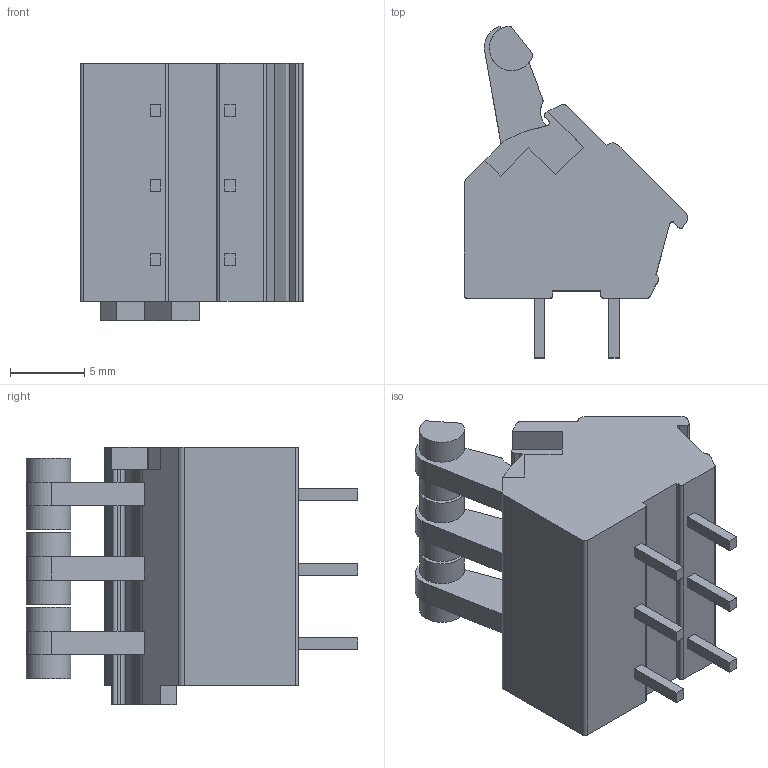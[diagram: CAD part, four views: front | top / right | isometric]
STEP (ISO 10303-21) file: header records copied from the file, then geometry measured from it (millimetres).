
FILE_DESCRIPTION((''),'2;1');
FILE_NAME('PRT0001','2024-10-15T09:55:46',('tluser'),(''),'CREO PARAMETRIC BY PTC INC, 2018100','CREO PARAMETRIC BY PTC INC, 2018100','');
FILE_SCHEMA(('CONFIG_CONTROL_DESIGN'));
Length unit declared in the file: millimetre
Products named in the file (1): PRT0001
Bounding box: 15 x 22.27 x 17.3 mm (x, y, z)
Volume: 2196.3 mm3; surface area: 1606.9 mm2
Topology: 1 solids, 1 shells, 264 faces, 684 edges, 431 vertices
Faces by surface type: plane 129, cylinder 105, bspline 15, sphere 6, torus 6, cone 3
Entity records: 9269 total; most frequent: CARTESIAN_POINT 2822, ORIENTED_EDGE 1368, DIRECTION 1302, EDGE_CURVE 684, VECTOR 444, LINE 444, VERTEX_POINT 431, AXIS2_PLACEMENT_3D 429
